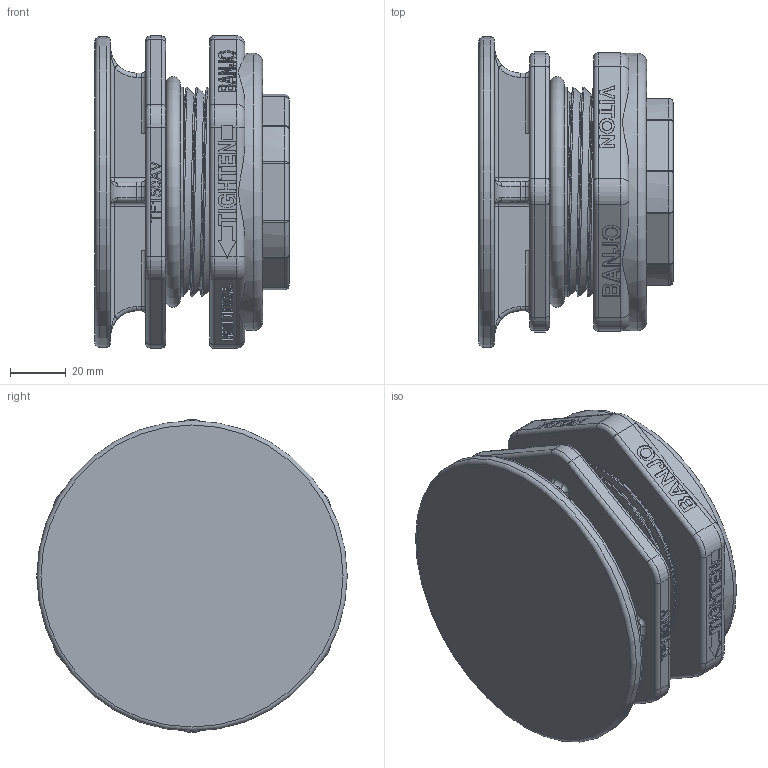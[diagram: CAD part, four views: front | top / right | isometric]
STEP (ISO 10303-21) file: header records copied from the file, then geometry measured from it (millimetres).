
FILE_DESCRIPTION(/* description */ (''),/* implementation_level */ '2;1');
FILE_NAME(/* name */ 'TF150AV.stp',/* time_stamp */ '2016-12-02T14:37:18-05:00',/* author */ ('MJC'),/* organization */ (''),/* preprocessor_version */ 'ST-DEVELOPER v16.5',/* originating_system */ 'Autodesk Inventor 2017',/* authorisation */ '');
FILE_SCHEMA (('AUTOMOTIVE_DESIGN { 1 0 10303 214 3 1 1 }'));
Length unit declared in the file: inch
Products named in the file (5): TF150AV; TF151AV; TF153-OBS; LST150-GV; VITON_020_Blue
Assembly tree (4 placements, depth 2):
  TF150AV
    TF151AV
    TF153-OBS
    LST150-GV
    VITON_020_Blue
Bounding box: 69.85 x 111.76 x 112.61 mm (x, y, z)
Volume: 314216.5 mm3; surface area: 90836.5 mm2
Topology: 8 solids, 8 shells, 876 faces, 2307 edges, 1483 vertices
Faces by surface type: plane 524, bspline 153, cylinder 117, torus 51, sphere 16, cone 15
Full cylindrical faces by diameter (mm): 42.926 x1, 70.612 x7, 75.438 x6, 76.2 x5, 99.822 x1, 111.76 x1
Entity records: 31824 total; most frequent: CARTESIAN_POINT 11825, ORIENTED_EDGE 4386, DIRECTION 3554, EDGE_CURVE 2193, LINE 1564, VECTOR 1564, VERTEX_POINT 1422, AXIS2_PLACEMENT_3D 995
